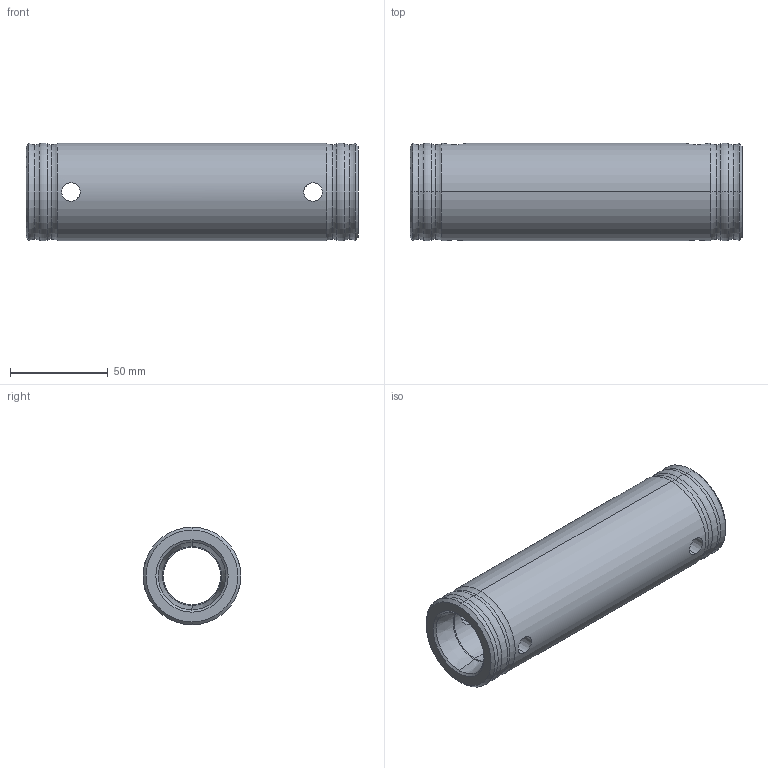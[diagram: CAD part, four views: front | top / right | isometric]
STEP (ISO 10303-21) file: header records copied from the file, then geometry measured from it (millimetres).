
FILE_DESCRIPTION(/* description */ ('170mm Female Truss Spacer'),/* implementation_level */ '2;1');
FILE_NAME(/* name */ 'EVT50A-S170.step',/* time_stamp */ '2024-01-22T13:20:38-08:00',/* author */ (''),/* organization */ (''),/* preprocessor_version */ 'ST-DEVELOPER v20',/* originating_system */ 'Autodesk Translation Framework v12.14.0.127',/* authorisation */ '');
FILE_SCHEMA (('AUTOMOTIVE_DESIGN { 1 0 10303 214 3 1 1 }'));
Length unit declared in the file: millimetre
Products named in the file (2): EVT50A-S170; ST5020
Assembly tree (1 placements, depth 2):
  EVT50A-S170
    ST5020
Bounding box: 170 x 50 x 50 mm (x, y, z)
Volume: 205687 mm3; surface area: 45269.7 mm2
Topology: 1 solids, 1 shells, 56 faces, 120 edges, 68 vertices
Faces by surface type: torus 24, cone 20, cylinder 8, plane 4
Entity records: 2168 total; most frequent: CARTESIAN_POINT 855, DIRECTION 298, ORIENTED_EDGE 240, AXIS2_PLACEMENT_3D 135, EDGE_CURVE 120, CIRCLE 76, EDGE_LOOP 68, VERTEX_POINT 68
